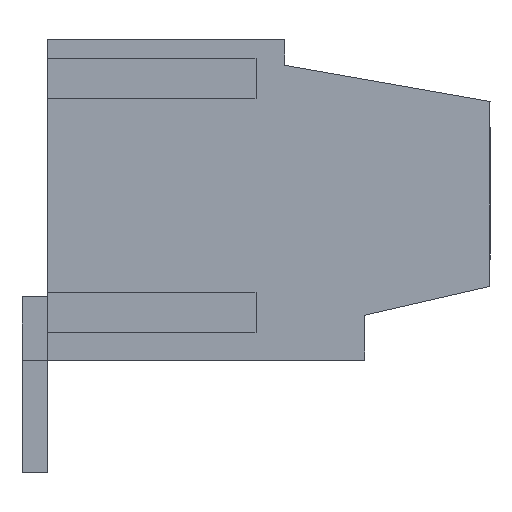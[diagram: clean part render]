
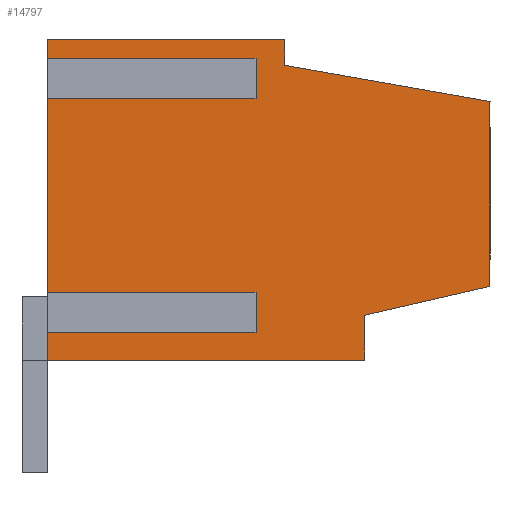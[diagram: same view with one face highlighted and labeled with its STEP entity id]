
A CAD part, left-side view. The second image highlights one B-rep face of the part: STEP entity #14797.
In plain terms, the highlighted planar face has unit normal (-1, 0, 0).
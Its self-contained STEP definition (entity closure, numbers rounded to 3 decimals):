
#14665=AXIS2_PLACEMENT_3D('Plane Axis2P3D',#14662,#14663,#14664) ;
#14662=CARTESIAN_POINT('Axis2P3D Location',(0.55,14.6,0.)) ;
#14667=CARTESIAN_POINT('Line Origine',(0.55,13.8,8.65)) ;
#14671=CARTESIAN_POINT('Vertex',(0.55,13.8,11.994)) ;
#14673=CARTESIAN_POINT('Vertex',(0.55,13.8,5.306)) ;
#14676=CARTESIAN_POINT('Line Origine',(0.55,10.55,5.306)) ;
#14680=CARTESIAN_POINT('Vertex',(0.55,7.3,5.306)) ;
#14683=CARTESIAN_POINT('Line Origine',(0.55,7.3,5.)) ;
#14687=CARTESIAN_POINT('Vertex',(0.55,7.3,4.694)) ;
#14690=CARTESIAN_POINT('Line Origine',(0.55,10.55,4.694)) ;
#14694=CARTESIAN_POINT('Vertex',(0.55,13.8,4.694)) ;
#14697=CARTESIAN_POINT('Line Origine',(0.55,13.8,4.097)) ;
#14701=CARTESIAN_POINT('Vertex',(0.55,13.8,3.5)) ;
#14704=CARTESIAN_POINT('Line Origine',(0.55,8.85,3.5)) ;
#14708=CARTESIAN_POINT('Vertex',(0.55,3.9,3.5)) ;
#14711=CARTESIAN_POINT('Line Origine',(0.55,3.9,4.2)) ;
#14715=CARTESIAN_POINT('Vertex',(0.55,3.9,4.9)) ;
#14718=CARTESIAN_POINT('Line Origine',(0.55,1.95,5.35)) ;
#14722=CARTESIAN_POINT('Vertex',(0.55,0.,5.8)) ;
#14725=CARTESIAN_POINT('Line Origine',(0.55,0.,8.686)) ;
#14729=CARTESIAN_POINT('Vertex',(0.55,0.,11.572)) ;
#14732=CARTESIAN_POINT('Line Origine',(0.55,3.2,12.136)) ;
#14736=CARTESIAN_POINT('Vertex',(0.55,6.4,12.7)) ;
#14739=CARTESIAN_POINT('Line Origine',(0.55,6.4,13.1)) ;
#14743=CARTESIAN_POINT('Vertex',(0.55,6.4,13.5)) ;
#14746=CARTESIAN_POINT('Line Origine',(0.55,10.1,13.5)) ;
#14750=CARTESIAN_POINT('Vertex',(0.55,13.8,13.5)) ;
#14753=CARTESIAN_POINT('Line Origine',(0.55,13.8,13.053)) ;
#14757=CARTESIAN_POINT('Vertex',(0.55,13.8,12.606)) ;
#14760=CARTESIAN_POINT('Line Origine',(0.55,10.55,12.606)) ;
#14764=CARTESIAN_POINT('Vertex',(0.55,7.3,12.606)) ;
#14767=CARTESIAN_POINT('Line Origine',(0.55,7.3,12.3)) ;
#14771=CARTESIAN_POINT('Vertex',(0.55,7.3,11.994)) ;
#14774=CARTESIAN_POINT('Line Origine',(0.55,10.55,11.994)) ;
#14663=DIRECTION('Axis2P3D Direction',(-1.,0.,0.)) ;
#14664=DIRECTION('Axis2P3D XDirection',(0.,-1.,0.)) ;
#14668=DIRECTION('Vector Direction',(0.,0.,-1.)) ;
#14677=DIRECTION('Vector Direction',(0.,-1.,0.)) ;
#14684=DIRECTION('Vector Direction',(0.,0.,-1.)) ;
#14691=DIRECTION('Vector Direction',(0.,-1.,0.)) ;
#14698=DIRECTION('Vector Direction',(0.,0.,-1.)) ;
#14705=DIRECTION('Vector Direction',(0.,-1.,0.)) ;
#14712=DIRECTION('Vector Direction',(0.,0.,1.)) ;
#14719=DIRECTION('Vector Direction',(0.,-0.974,0.225)) ;
#14726=DIRECTION('Vector Direction',(0.,0.,1.)) ;
#14733=DIRECTION('Vector Direction',(0.,0.985,0.174)) ;
#14740=DIRECTION('Vector Direction',(0.,0.,1.)) ;
#14747=DIRECTION('Vector Direction',(0.,1.,0.)) ;
#14754=DIRECTION('Vector Direction',(0.,0.,-1.)) ;
#14761=DIRECTION('Vector Direction',(0.,-1.,0.)) ;
#14768=DIRECTION('Vector Direction',(0.,0.,-1.)) ;
#14775=DIRECTION('Vector Direction',(0.,-1.,0.)) ;
#14669=VECTOR('Line Direction',#14668,1.) ;
#14678=VECTOR('Line Direction',#14677,1.) ;
#14685=VECTOR('Line Direction',#14684,1.) ;
#14692=VECTOR('Line Direction',#14691,1.) ;
#14699=VECTOR('Line Direction',#14698,1.) ;
#14706=VECTOR('Line Direction',#14705,1.) ;
#14713=VECTOR('Line Direction',#14712,1.) ;
#14720=VECTOR('Line Direction',#14719,1.) ;
#14727=VECTOR('Line Direction',#14726,1.) ;
#14734=VECTOR('Line Direction',#14733,1.) ;
#14741=VECTOR('Line Direction',#14740,1.) ;
#14748=VECTOR('Line Direction',#14747,1.) ;
#14755=VECTOR('Line Direction',#14754,1.) ;
#14762=VECTOR('Line Direction',#14761,1.) ;
#14769=VECTOR('Line Direction',#14768,1.) ;
#14776=VECTOR('Line Direction',#14775,1.) ;
#14780=ORIENTED_EDGE('',*,*,#14675,.T.) ;
#14781=ORIENTED_EDGE('',*,*,#14682,.T.) ;
#14782=ORIENTED_EDGE('',*,*,#14689,.T.) ;
#14783=ORIENTED_EDGE('',*,*,#14696,.F.) ;
#14784=ORIENTED_EDGE('',*,*,#14703,.T.) ;
#14785=ORIENTED_EDGE('',*,*,#14710,.T.) ;
#14786=ORIENTED_EDGE('',*,*,#14717,.T.) ;
#14787=ORIENTED_EDGE('',*,*,#14724,.T.) ;
#14788=ORIENTED_EDGE('',*,*,#14731,.T.) ;
#14789=ORIENTED_EDGE('',*,*,#14738,.T.) ;
#14790=ORIENTED_EDGE('',*,*,#14745,.T.) ;
#14791=ORIENTED_EDGE('',*,*,#14752,.T.) ;
#14792=ORIENTED_EDGE('',*,*,#14759,.T.) ;
#14793=ORIENTED_EDGE('',*,*,#14766,.T.) ;
#14794=ORIENTED_EDGE('',*,*,#14773,.T.) ;
#14795=ORIENTED_EDGE('',*,*,#14778,.F.) ;
#14797=ADVANCED_FACE('HOUSING',(#14796),#14666,.T.) ;
#14675=EDGE_CURVE('',#14672,#14674,#14670,.T.) ;
#14682=EDGE_CURVE('',#14674,#14681,#14679,.T.) ;
#14689=EDGE_CURVE('',#14681,#14688,#14686,.T.) ;
#14696=EDGE_CURVE('',#14695,#14688,#14693,.T.) ;
#14703=EDGE_CURVE('',#14695,#14702,#14700,.T.) ;
#14710=EDGE_CURVE('',#14702,#14709,#14707,.T.) ;
#14717=EDGE_CURVE('',#14709,#14716,#14714,.T.) ;
#14724=EDGE_CURVE('',#14716,#14723,#14721,.T.) ;
#14731=EDGE_CURVE('',#14723,#14730,#14728,.T.) ;
#14738=EDGE_CURVE('',#14730,#14737,#14735,.T.) ;
#14745=EDGE_CURVE('',#14737,#14744,#14742,.T.) ;
#14752=EDGE_CURVE('',#14744,#14751,#14749,.T.) ;
#14759=EDGE_CURVE('',#14751,#14758,#14756,.T.) ;
#14766=EDGE_CURVE('',#14758,#14765,#14763,.T.) ;
#14773=EDGE_CURVE('',#14765,#14772,#14770,.T.) ;
#14778=EDGE_CURVE('',#14672,#14772,#14777,.T.) ;
#14779=EDGE_LOOP('',(#14780,#14781,#14782,#14783,#14784,#14785,#14786,#14787,#14788,#14789,#14790,#14791,#14792,#14793,#14794,#14795)) ;
#14796=FACE_OUTER_BOUND('',#14779,.T.) ;
#14670=LINE('Line',#14667,#14669) ;
#14679=LINE('Line',#14676,#14678) ;
#14686=LINE('Line',#14683,#14685) ;
#14693=LINE('Line',#14690,#14692) ;
#14700=LINE('Line',#14697,#14699) ;
#14707=LINE('Line',#14704,#14706) ;
#14714=LINE('Line',#14711,#14713) ;
#14721=LINE('Line',#14718,#14720) ;
#14728=LINE('Line',#14725,#14727) ;
#14735=LINE('Line',#14732,#14734) ;
#14742=LINE('Line',#14739,#14741) ;
#14749=LINE('Line',#14746,#14748) ;
#14756=LINE('Line',#14753,#14755) ;
#14763=LINE('Line',#14760,#14762) ;
#14770=LINE('Line',#14767,#14769) ;
#14777=LINE('Line',#14774,#14776) ;
#14666=PLANE('',#14665) ;
#14672=VERTEX_POINT('',#14671) ;
#14674=VERTEX_POINT('',#14673) ;
#14681=VERTEX_POINT('',#14680) ;
#14688=VERTEX_POINT('',#14687) ;
#14695=VERTEX_POINT('',#14694) ;
#14702=VERTEX_POINT('',#14701) ;
#14709=VERTEX_POINT('',#14708) ;
#14716=VERTEX_POINT('',#14715) ;
#14723=VERTEX_POINT('',#14722) ;
#14730=VERTEX_POINT('',#14729) ;
#14737=VERTEX_POINT('',#14736) ;
#14744=VERTEX_POINT('',#14743) ;
#14751=VERTEX_POINT('',#14750) ;
#14758=VERTEX_POINT('',#14757) ;
#14765=VERTEX_POINT('',#14764) ;
#14772=VERTEX_POINT('',#14771) ;
